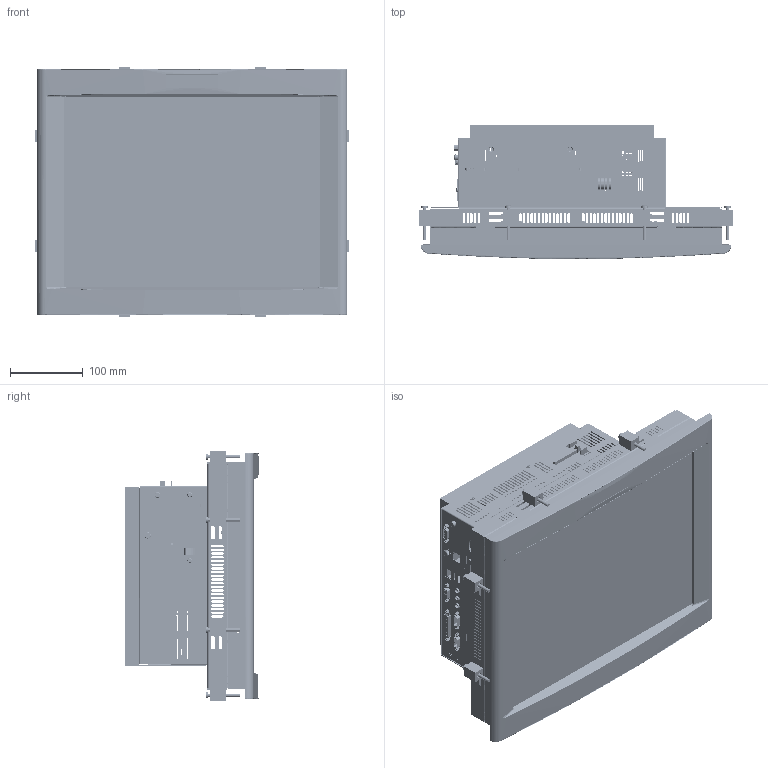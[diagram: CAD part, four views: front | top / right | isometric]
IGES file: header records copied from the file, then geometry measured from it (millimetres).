
Start section:  PTC IGES file: back_assy_830_sw0004.igs
Global section: file name: back_assy_830_sw0004.igs; native system: Pro/ENGINEER by Parametric Technology Corporation; preprocessor: 2004130; author: srollman; organization: Unknown; date: 070131.152829; units: inch
Bounding box: 432.41 x 183.59 x 343.46 mm (x, y, z)
Surface area: 1705358.9 mm2 (no closed solid volume)
Topology: 0 solids, 0 shells, 1465 faces, 14516 edges, 14513 vertices
Faces by surface type: bspline 1077, revolution 388
